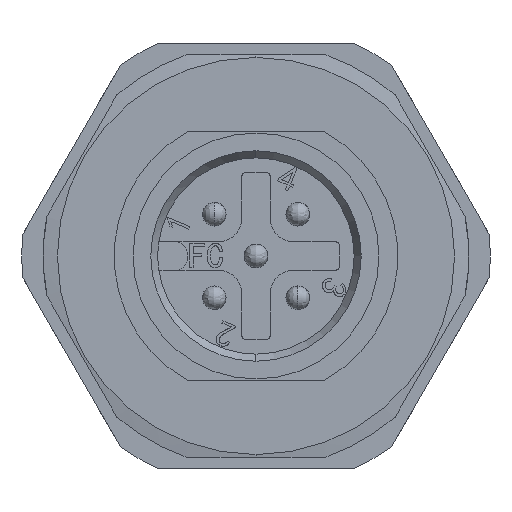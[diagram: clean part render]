
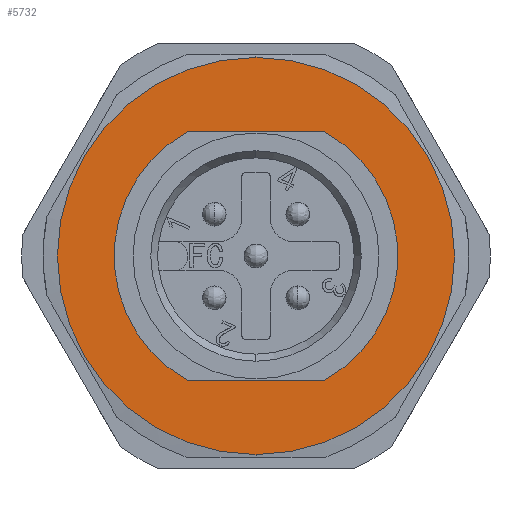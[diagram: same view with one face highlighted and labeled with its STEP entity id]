
A CAD part, left-side view. The second image highlights one B-rep face of the part: STEP entity #5732.
In plain terms, the highlighted planar face has unit normal (-1, 0, 0).
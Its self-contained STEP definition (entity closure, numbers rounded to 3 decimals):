
#92 = VERTEX_POINT ( 'NONE', #930 ) ;
#575 = AXIS2_PLACEMENT_3D ( 'NONE', #948, #939, #922 ) ;
#642 = AXIS2_PLACEMENT_3D ( 'NONE', #4966, #4989, #4940 ) ;
#768 = AXIS2_PLACEMENT_3D ( 'NONE', #6172, #6170, #6160 ) ;
#841 = LINE ( 'NONE', #1460, #942 ) ;
#857 = CARTESIAN_POINT ( 'NONE',  ( 11., 1.264, 5.25 ) ) ;
#922 = DIRECTION ( 'NONE',  ( 0., 0., -1. ) ) ;
#930 = CARTESIAN_POINT ( 'NONE',  ( 11., 0., 8.397 ) ) ;
#939 = DIRECTION ( 'NONE',  ( 1., 0., 0. ) ) ;
#942 = VECTOR ( 'NONE', #1468, 1000. ) ;
#948 = CARTESIAN_POINT ( 'NONE',  ( 11., 0., 0. ) ) ;
#1228 = CIRCLE ( 'NONE', #1231, 8.397 ) ;
#1231 = AXIS2_PLACEMENT_3D ( 'NONE', #1701, #1694, #1683 ) ;
#1460 = CARTESIAN_POINT ( 'NONE',  ( 11., 0., -5.25 ) ) ;
#1468 = DIRECTION ( 'NONE',  ( 0., -1., 0. ) ) ;
#1530 = FACE_BOUND ( 'NONE', #6103, .T. ) ;
#1683 = DIRECTION ( 'NONE',  ( 0., 0., -1. ) ) ;
#1694 = DIRECTION ( 'NONE',  ( 1., 0., 0. ) ) ;
#1701 = CARTESIAN_POINT ( 'NONE',  ( 11., 0., 0. ) ) ;
#1783 = AXIS2_PLACEMENT_3D ( 'NONE', #7278, #7273, #7269 ) ;
#1999 = ORIENTED_EDGE ( 'NONE', *, *, #4796, .F. ) ;
#2028 = ORIENTED_EDGE ( 'NONE', *, *, #6789, .F. ) ;
#2068 = ORIENTED_EDGE ( 'NONE', *, *, #7815, .F. ) ;
#2076 = VERTEX_POINT ( 'NONE', #6059 ) ;
#2119 = ORIENTED_EDGE ( 'NONE', *, *, #5506, .F. ) ;
#2198 = ORIENTED_EDGE ( 'NONE', *, *, #4846, .F. ) ;
#2216 = ORIENTED_EDGE ( 'NONE', *, *, #4094, .F. ) ;
#2890 = CARTESIAN_POINT ( 'NONE',  ( 11., 0., -8.397 ) ) ;
#3560 = VERTEX_POINT ( 'NONE', #2890 ) ;
#3956 = CIRCLE ( 'NONE', #575, 8.397 ) ;
#3972 = CIRCLE ( 'NONE', #1783, 5.4 ) ;
#4094 = EDGE_CURVE ( 'NONE', #4945, #4162, #3972, .T. ) ;
#4162 = VERTEX_POINT ( 'NONE', #6918 ) ;
#4796 = EDGE_CURVE ( 'NONE', #3560, #92, #1228, .T. ) ;
#4846 = EDGE_CURVE ( 'NONE', #4162, #5619, #841, .T. ) ;
#4940 = DIRECTION ( 'NONE',  ( 0., 0., -1. ) ) ;
#4945 = VERTEX_POINT ( 'NONE', #857 ) ;
#4966 = CARTESIAN_POINT ( 'NONE',  ( 11., 0., -5.4 ) ) ;
#4977 = PLANE ( 'NONE',  #642 ) ;
#4989 = DIRECTION ( 'NONE',  ( 1., 0., 0. ) ) ;
#5286 = CARTESIAN_POINT ( 'NONE',  ( 11., -1.264, -5.25 ) ) ;
#5506 = EDGE_CURVE ( 'NONE', #5619, #2076, #8226, .T. ) ;
#5619 = VERTEX_POINT ( 'NONE', #5286 ) ;
#5732 = ADVANCED_FACE ( 'NONE', ( #6331, #1530 ), #4977, .F. ) ;
#6027 = EDGE_LOOP ( 'NONE', ( #1999, #2028 ) ) ;
#6059 = CARTESIAN_POINT ( 'NONE',  ( 11., -1.264, 5.25 ) ) ;
#6103 = EDGE_LOOP ( 'NONE', ( #2068, #2119, #2198, #2216 ) ) ;
#6160 = DIRECTION ( 'NONE',  ( 0., 0., 1. ) ) ;
#6170 = DIRECTION ( 'NONE',  ( -1., 0., 0. ) ) ;
#6172 = CARTESIAN_POINT ( 'NONE',  ( 11., 0., 0. ) ) ;
#6202 = VECTOR ( 'NONE', #6704, 1000. ) ;
#6331 = FACE_OUTER_BOUND ( 'NONE', #6027, .T. ) ;
#6704 = DIRECTION ( 'NONE',  ( 0., 1., 0. ) ) ;
#6728 = CARTESIAN_POINT ( 'NONE',  ( 11., 0., 5.25 ) ) ;
#6789 = EDGE_CURVE ( 'NONE', #92, #3560, #3956, .T. ) ;
#6918 = CARTESIAN_POINT ( 'NONE',  ( 11., 1.264, -5.25 ) ) ;
#7269 = DIRECTION ( 'NONE',  ( 0., 0., 1. ) ) ;
#7273 = DIRECTION ( 'NONE',  ( -1., 0., 0. ) ) ;
#7278 = CARTESIAN_POINT ( 'NONE',  ( 11., 0., 0. ) ) ;
#7815 = EDGE_CURVE ( 'NONE', #2076, #4945, #8303, .T. ) ;
#8226 = CIRCLE ( 'NONE', #768, 5.4 ) ;
#8303 = LINE ( 'NONE', #6728, #6202 ) ;
